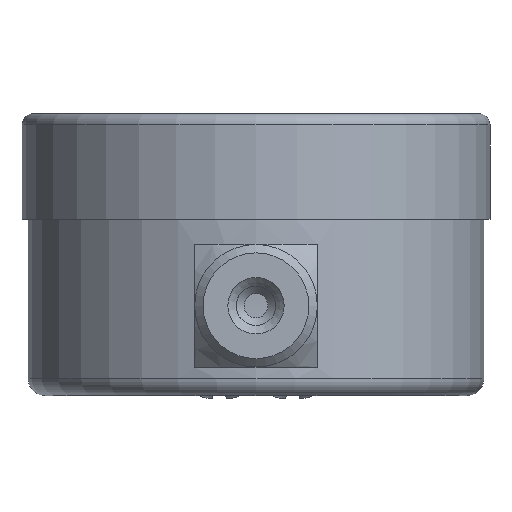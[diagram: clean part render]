
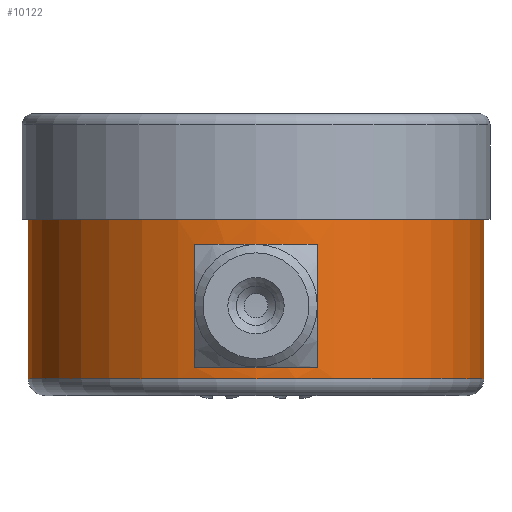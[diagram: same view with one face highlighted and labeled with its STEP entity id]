
A CAD part, front view. The second image highlights one B-rep face of the part: STEP entity #10122.
In plain terms, the highlighted cylindrical face has radius 20.536 mm (diameter 41.072 mm), a full revolution.
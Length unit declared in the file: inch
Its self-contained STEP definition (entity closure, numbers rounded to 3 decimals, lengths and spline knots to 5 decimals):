
#612 = CIRCLE ( 'NONE', #3930, 0.8085 ) ;
#646 = EDGE_CURVE ( 'NONE', #9975, #4553, #3568, .T. ) ;
#777 = CARTESIAN_POINT ( 'NONE',  ( -0.2175, -0.7787, -1. ) ) ;
#1269 = FACE_OUTER_BOUND ( 'NONE', #13721, .T. ) ;
#1279 = VERTEX_POINT ( 'NONE', #10987 ) ;
#1511 = CARTESIAN_POINT ( 'NONE',  ( 0.2175, -0.7787, -0.899 ) ) ;
#1986 = EDGE_CURVE ( 'NONE', #4553, #4038, #10490, .T. ) ;
#2117 = CARTESIAN_POINT ( 'NONE',  ( 0., 0., -0.464 ) ) ;
#2849 = EDGE_LOOP ( 'NONE', ( #14196, #5016, #3707, #15003 ) ) ;
#3014 = DIRECTION ( 'NONE',  ( -1., 0., 0. ) ) ;
#3220 = DIRECTION ( 'NONE',  ( 1., 0., 0. ) ) ;
#3463 = DIRECTION ( 'NONE',  ( 0., 0., -1. ) ) ;
#3568 = CIRCLE ( 'NONE', #16803, 0.8085 ) ;
#3674 = AXIS2_PLACEMENT_3D ( 'NONE', #2117, #7138, #12400 ) ;
#3707 = ORIENTED_EDGE ( 'NONE', *, *, #10334, .F. ) ;
#3873 = EDGE_CURVE ( 'NONE', #11356, #11356, #612, .T. ) ;
#3930 = AXIS2_PLACEMENT_3D ( 'NONE', #16210, #11283, #11019 ) ;
#4038 = VERTEX_POINT ( 'NONE', #7648 ) ;
#4553 = VERTEX_POINT ( 'NONE', #1511 ) ;
#5016 = ORIENTED_EDGE ( 'NONE', *, *, #646, .F. ) ;
#5453 = AXIS2_PLACEMENT_3D ( 'NONE', #8503, #7118, #14722 ) ;
#5600 = ORIENTED_EDGE ( 'NONE', *, *, #5612, .T. ) ;
#5612 = EDGE_CURVE ( 'NONE', #8767, #8767, #10684, .T. ) ;
#5696 = DIRECTION ( 'NONE',  ( 0., 0., 1. ) ) ;
#6830 = VECTOR ( 'NONE', #11877, 39.37008 ) ;
#7118 = DIRECTION ( 'NONE',  ( 0., 0., -1. ) ) ;
#7138 = DIRECTION ( 'NONE',  ( 0., 0., -1. ) ) ;
#7430 = VECTOR ( 'NONE', #3463, 39.37008 ) ;
#7648 = CARTESIAN_POINT ( 'NONE',  ( 0.2175, -0.7787, -0.464 ) ) ;
#7729 = EDGE_CURVE ( 'NONE', #4038, #1279, #13330, .T. ) ;
#7913 = FACE_BOUND ( 'NONE', #2849, .T. ) ;
#8413 = DIRECTION ( 'NONE',  ( 0., 0., 1. ) ) ;
#8503 = CARTESIAN_POINT ( 'NONE',  ( 0., 0., -0.375 ) ) ;
#8602 = CARTESIAN_POINT ( 'NONE',  ( 0.8085, 0., -0.375 ) ) ;
#8767 = VERTEX_POINT ( 'NONE', #8602 ) ;
#9568 = CARTESIAN_POINT ( 'NONE',  ( 0., 0., -0.899 ) ) ;
#9975 = VERTEX_POINT ( 'NONE', #11542 ) ;
#10122 = ADVANCED_FACE ( 'NONE', ( #7913, #1269, #15870 ), #10586, .T. ) ;
#10334 = EDGE_CURVE ( 'NONE', #1279, #9975, #14157, .T. ) ;
#10490 = LINE ( 'NONE', #13167, #6830 ) ;
#10586 = CYLINDRICAL_SURFACE ( 'NONE', #17079, 0.8085 ) ;
#10684 = CIRCLE ( 'NONE', #5453, 0.8085 ) ;
#10983 = CARTESIAN_POINT ( 'NONE',  ( 0., 0., -1. ) ) ;
#10987 = CARTESIAN_POINT ( 'NONE',  ( -0.2175, -0.7787, -0.464 ) ) ;
#11019 = DIRECTION ( 'NONE',  ( 1., 0., 0. ) ) ;
#11283 = DIRECTION ( 'NONE',  ( 0., 0., 1. ) ) ;
#11356 = VERTEX_POINT ( 'NONE', #14031 ) ;
#11542 = CARTESIAN_POINT ( 'NONE',  ( -0.2175, -0.7787, -0.899 ) ) ;
#11877 = DIRECTION ( 'NONE',  ( 0., 0., 1. ) ) ;
#12400 = DIRECTION ( 'NONE',  ( 1., 0., 0. ) ) ;
#13167 = CARTESIAN_POINT ( 'NONE',  ( 0.2175, -0.7787, -1. ) ) ;
#13330 = CIRCLE ( 'NONE', #3674, 0.8085 ) ;
#13721 = EDGE_LOOP ( 'NONE', ( #16076 ) ) ;
#14031 = CARTESIAN_POINT ( 'NONE',  ( 0.8085, 0., -0.94 ) ) ;
#14157 = LINE ( 'NONE', #777, #7430 ) ;
#14196 = ORIENTED_EDGE ( 'NONE', *, *, #1986, .F. ) ;
#14722 = DIRECTION ( 'NONE',  ( 1., 0., 0. ) ) ;
#15003 = ORIENTED_EDGE ( 'NONE', *, *, #7729, .F. ) ;
#15870 = FACE_OUTER_BOUND ( 'NONE', #16700, .T. ) ;
#16076 = ORIENTED_EDGE ( 'NONE', *, *, #3873, .T. ) ;
#16210 = CARTESIAN_POINT ( 'NONE',  ( 0., 0., -0.94 ) ) ;
#16700 = EDGE_LOOP ( 'NONE', ( #5600 ) ) ;
#16803 = AXIS2_PLACEMENT_3D ( 'NONE', #9568, #5696, #3014 ) ;
#17079 = AXIS2_PLACEMENT_3D ( 'NONE', #10983, #8413, #3220 ) ;
